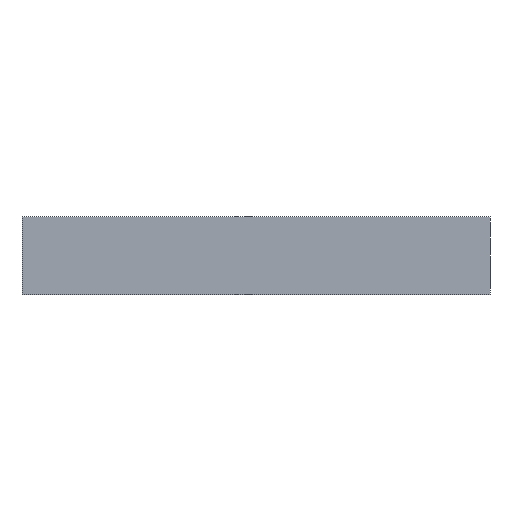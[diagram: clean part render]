
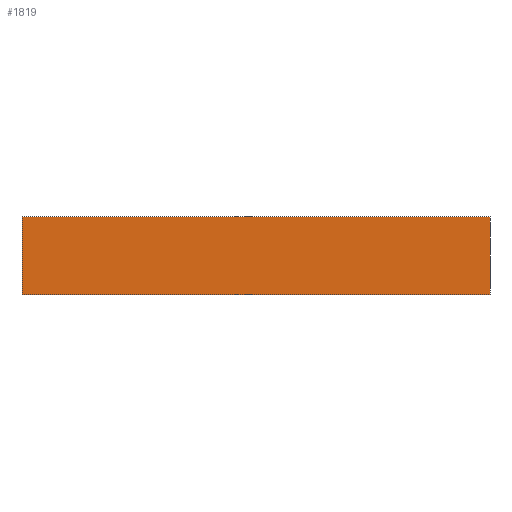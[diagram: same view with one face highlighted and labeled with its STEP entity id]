
A CAD part, left-side view. The second image highlights one B-rep face of the part: STEP entity #1819.
In plain terms, the highlighted planar face has unit normal (-1, 0, 0).
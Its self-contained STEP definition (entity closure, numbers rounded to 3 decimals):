
#29=LINE('',#2341,#161);
#83=LINE('',#2477,#215);
#84=LINE('',#2479,#216);
#85=LINE('',#2481,#217);
#161=VECTOR('',#2021,1000.);
#215=VECTOR('',#2123,1000.);
#216=VECTOR('',#2126,1000.);
#217=VECTOR('',#2127,1000.);
#294=PLANE('',#1914);
#585=ORIENTED_EDGE('',*,*,#865,.T.);
#586=ORIENTED_EDGE('',*,*,#866,.F.);
#587=ORIENTED_EDGE('',*,*,#802,.F.);
#588=ORIENTED_EDGE('',*,*,#864,.T.);
#802=EDGE_CURVE('',#961,#962,#29,.T.);
#864=EDGE_CURVE('',#961,#1019,#83,.T.);
#865=EDGE_CURVE('',#1019,#1020,#84,.T.);
#866=EDGE_CURVE('',#962,#1020,#85,.T.);
#961=VERTEX_POINT('',#2340);
#962=VERTEX_POINT('',#2342);
#1019=VERTEX_POINT('',#2476);
#1020=VERTEX_POINT('',#2480);
#1128=EDGE_LOOP('',(#585,#586,#587,#588));
#1232=FACE_BOUND('',#1128,.T.);
#1819=ADVANCED_FACE('',(#1232),#294,.F.);
#1914=AXIS2_PLACEMENT_3D('',#2478,#2124,#2125);
#2021=DIRECTION('',(0.,0.,1.));
#2123=DIRECTION('',(0.,-1.,0.));
#2124=DIRECTION('',(1.,0.,0.));
#2125=DIRECTION('',(0.,0.,-1.));
#2126=DIRECTION('',(0.,0.,1.));
#2127=DIRECTION('',(0.,-1.,0.));
#2340=CARTESIAN_POINT('',(-25.,300.,-25.));
#2341=CARTESIAN_POINT('',(-25.,300.,-25.));
#2342=CARTESIAN_POINT('',(-25.,300.,25.));
#2476=CARTESIAN_POINT('',(-25.,0.,-25.));
#2477=CARTESIAN_POINT('',(-25.,100.,-25.));
#2478=CARTESIAN_POINT('',(-25.,100.,-25.));
#2479=CARTESIAN_POINT('',(-25.,0.,-25.));
#2480=CARTESIAN_POINT('',(-25.,0.,25.));
#2481=CARTESIAN_POINT('',(-25.,100.,25.));
